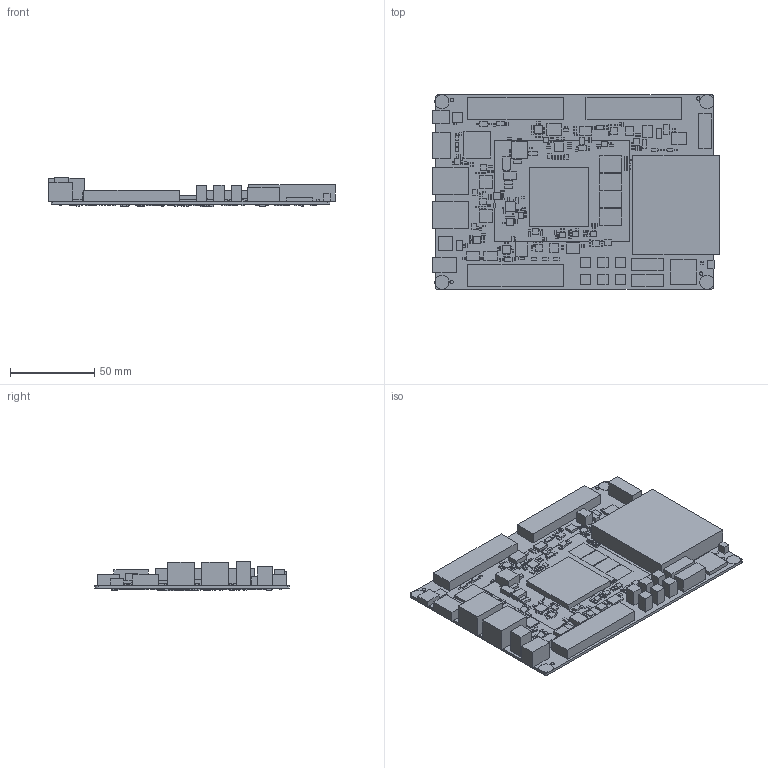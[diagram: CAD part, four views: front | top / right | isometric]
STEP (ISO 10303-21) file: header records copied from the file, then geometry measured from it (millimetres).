
FILE_DESCRIPTION(/* description */ ('PCB Design'),/* implementation_level */ '2;1');
FILE_NAME(/* name */ 'AXKU040-STEP',/* time_stamp */ '2021-11-22T16:55:50+08:00',/* author */ ('ALINX-11'),/* organization */ (''),/* preprocessor_version */ 'ST-DEVELOPER v16',/* originating_system */ 'allegro_17.2S007',/* authorisation */ '');
FILE_SCHEMA (('AUTOMOTIVE_DESIGN { 1 0 10303 214 3 1 1 }'));
Length unit declared in the file: inch
Products named in the file (70): AXKU040-STEP; BOARD_OUTLINE; COMPONENTS; QFN24_RTW; JTAG-10; QFN-28; TS-026-3_3D8; MLP8; MICRO_SD; SATA-7; SMA_P; ASP_134486_MAIN_FEMALE_S; CN1-DCJACK; KEY_DPDT; FUSE_1812; SOT23; SOT-23-5; SOT23-6; SOT23-5; SOT23-3; OSC6-3225; OSC3_2X2_5; GE_RJ45; LED_0805; CON2_2_54P; L5_2X5_2; MICRO8; MYMGK1R820; LQFP-100; MINI_HDMI; MINI_USB_DIP; ASP_134603_01; RR0402; R0402; R0805; L0603; L0805; R1210; CC0402; C0603 ...
Assembly tree (829 placements, depth 3):
  AXKU040-STEP
    BOARD_OUTLINE
    COMPONENTS
      QFN24_RTW
      JTAG-10
      QFN-28
      TS-026-3_3D8
      MLP8
      MICRO_SD
      SATA-7  x2
      SMA_P  x6
      ASP_134486_MAIN_FEMALE_S
      CN1-DCJACK
      KEY_DPDT
      FUSE_1812
      SOT23  x4
      SOT-23-5
      SOT23-6
      SOT23-5
      SOT23-3  x6
      OSC6-3225  x4
      OSC3_2X2_5
      GE_RJ45  x2
      LED_0805  x6
      CON2_2_54P
      L5_2X5_2  x2
      MICRO8
      MYMGK1R820
      LQFP-100
      MINI_HDMI
      MINI_USB_DIP
      ASP_134603_01  x2
      RR0402  x85
      R0402  x172
      R0805  x3
      L0603  x16
      L0805  x8
      R1210
      CC0402  x114
      C0603  x74
      C0805  x21
      C0402  x207
      C1206  x13
      QFN20
      MT40A256M16GE-075E  x4
      BAS16XV2T1G
      DFN2510P10E  x3
      SON10
      KEY_4X4X1_5  x2
      FFVA1156
      PVQFN-N16  x2
      8S1_SOIC8
      SFP_CON  x4
      SFPX4_CASE
      DFE252012PD-R47M  x2
      D7343  x2
      TPS51200DRCR
      SON10_3X3  x2
      QFN_7X7  x2
      FID_C40M80  x8
Bounding box: 169.57 x 115.32 x 17.35 mm (x, y, z)
Surface area: 91336.3 mm2 (no closed solid volume)
Topology: 0 solids, 828 shells, 5064 faces, 11098 edges, 6816 vertices
Faces by surface type: plane 4944, cylinder 120
Entity records: 22577 total; most frequent: DIRECTION 2991, AXIS2_PLACEMENT_3D 2374, ORIENTED_EDGE 2280, CARTESIAN_POINT 2116, EDGE_CURVE 1254, VECTOR 1054, LINE 1054, VERTEX_POINT 988
